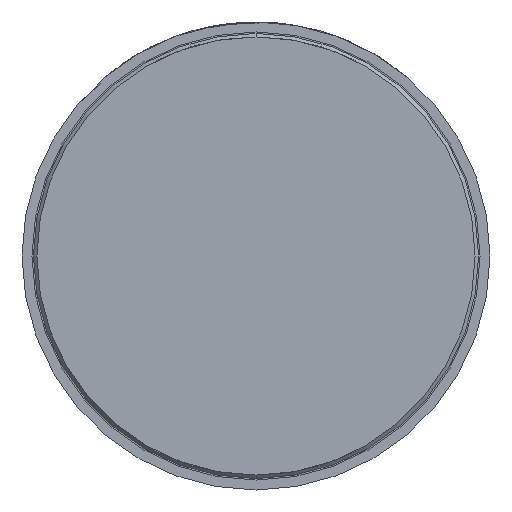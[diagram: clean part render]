
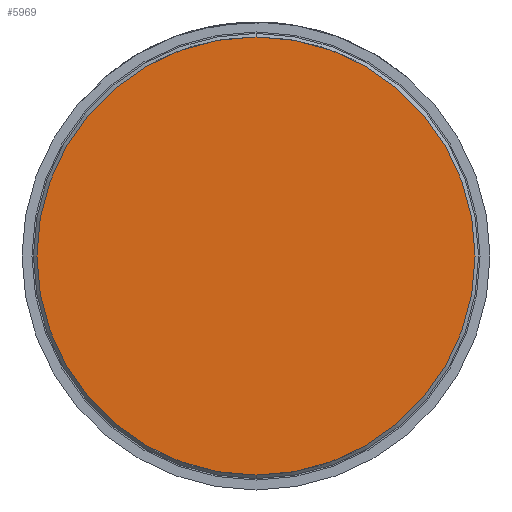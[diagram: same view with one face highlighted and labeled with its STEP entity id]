
A CAD part, front view. The second image highlights one B-rep face of the part: STEP entity #5969.
In plain terms, the highlighted planar face has unit normal (0, -1, 0).
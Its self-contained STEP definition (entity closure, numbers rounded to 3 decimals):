
#59 = CARTESIAN_POINT ( 'NONE',  ( 0., 0., 1.9 ) ) ;
#433 = EDGE_LOOP ( 'NONE', ( #4227, #5290 ) ) ;
#648 = CIRCLE ( 'NONE', #4354, 2.2 ) ;
#1097 = DIRECTION ( 'NONE',  ( -1., 0., 0. ) ) ;
#1286 = FACE_OUTER_BOUND ( 'NONE', #433, .T. ) ;
#2065 = DIRECTION ( 'NONE',  ( 0., -1., 0. ) ) ;
#2457 = AXIS2_PLACEMENT_3D ( 'NONE', #5359, #2787, #6414 ) ;
#2533 = CARTESIAN_POINT ( 'NONE',  ( 0., 0., 0. ) ) ;
#2787 = DIRECTION ( 'NONE',  ( 0., -1., 0. ) ) ;
#2857 = VERTEX_POINT ( 'NONE', #5242 ) ;
#3053 = DIRECTION ( 'NONE',  ( 1., 0., 0. ) ) ;
#3327 = DIRECTION ( 'NONE',  ( 0., 1., 0. ) ) ;
#4227 = ORIENTED_EDGE ( 'NONE', *, *, #5830, .T. ) ;
#4354 = AXIS2_PLACEMENT_3D ( 'NONE', #2533, #2065, #3053 ) ;
#4597 = CIRCLE ( 'NONE', #2457, 2.2 ) ;
#5209 = AXIS2_PLACEMENT_3D ( 'NONE', #59, #3327, #1097 ) ;
#5242 = CARTESIAN_POINT ( 'NONE',  ( -2.2, 0., 0. ) ) ;
#5290 = ORIENTED_EDGE ( 'NONE', *, *, #5942, .T. ) ;
#5359 = CARTESIAN_POINT ( 'NONE',  ( 0., 0., 0. ) ) ;
#5830 = EDGE_CURVE ( 'Defeature ausgef�hrt1_85+Defeature ausgef�hrt1_92+Defeature ausgef�hrt1_92+Defeature ausgef�hrt1_92', #6582, #2857, #648, .T. ) ;
#5942 = EDGE_CURVE ( 'Defeature ausgef�hrt1_85+Defeature ausgef�hrt1_92+Defeature ausgef�hrt1_92+Defeature ausgef�hrt1_92', #2857, #6582, #4597, .T. ) ;
#5969 = ADVANCED_FACE ( 'Defeature ausgef�hrt1_85', ( #1286 ), #6439, .F. ) ;
#6414 = DIRECTION ( 'NONE',  ( 1., 0., 0. ) ) ;
#6439 = PLANE ( 'NONE',  #5209 ) ;
#6582 = VERTEX_POINT ( 'NONE', #6697 ) ;
#6697 = CARTESIAN_POINT ( 'NONE',  ( 2.2, 0., 0. ) ) ;
